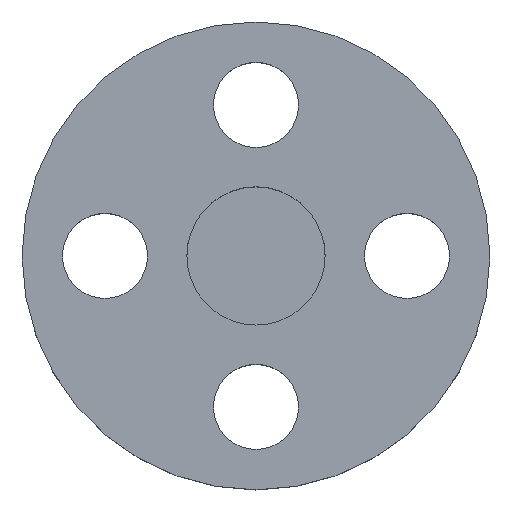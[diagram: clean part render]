
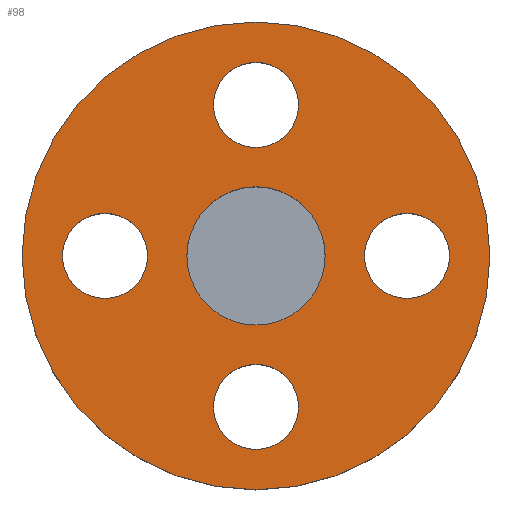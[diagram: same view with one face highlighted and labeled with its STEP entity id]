
A CAD part, top view. The second image highlights one B-rep face of the part: STEP entity #98.
In plain terms, the highlighted planar face has unit normal (0, 0, 1).
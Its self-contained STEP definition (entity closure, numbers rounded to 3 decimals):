
#98=ADVANCED_FACE('',(#192,#193,#194,#195,#196,#197),#123,.T.);
#123=PLANE('',#627);
#192=FACE_BOUND('',#228,.T.);
#193=FACE_BOUND('',#229,.T.);
#194=FACE_BOUND('',#230,.T.);
#195=FACE_BOUND('',#231,.T.);
#196=FACE_BOUND('',#232,.T.);
#197=FACE_BOUND('',#233,.T.);
#228=EDGE_LOOP('',(#308));
#229=EDGE_LOOP('',(#309));
#230=EDGE_LOOP('',(#310));
#231=EDGE_LOOP('',(#311));
#232=EDGE_LOOP('',(#312));
#233=EDGE_LOOP('',(#313));
#308=ORIENTED_EDGE('',*,*,#509,.F.);
#309=ORIENTED_EDGE('',*,*,#506,.T.);
#310=ORIENTED_EDGE('',*,*,#503,.F.);
#311=ORIENTED_EDGE('',*,*,#501,.F.);
#312=ORIENTED_EDGE('',*,*,#499,.F.);
#313=ORIENTED_EDGE('',*,*,#507,.F.);
#440=VERTEX_POINT('',#906);
#442=VERTEX_POINT('',#911);
#444=VERTEX_POINT('',#916);
#447=VERTEX_POINT('',#923);
#448=VERTEX_POINT('',#926);
#450=VERTEX_POINT('',#931);
#499=EDGE_CURVE('',#440,#440,#562,.T.);
#501=EDGE_CURVE('',#442,#442,#564,.T.);
#503=EDGE_CURVE('',#444,#444,#566,.T.);
#506=EDGE_CURVE('',#447,#447,#569,.T.);
#507=EDGE_CURVE('',#448,#448,#570,.T.);
#509=EDGE_CURVE('',#450,#450,#572,.T.);
#562=CIRCLE('',#611,2.);
#564=CIRCLE('',#614,2.);
#566=CIRCLE('',#617,2.);
#569=CIRCLE('',#621,11.);
#570=CIRCLE('',#623,2.);
#572=CIRCLE('',#626,3.25);
#611=AXIS2_PLACEMENT_3D('',#905,#723,#724);
#614=AXIS2_PLACEMENT_3D('',#910,#729,#730);
#617=AXIS2_PLACEMENT_3D('',#915,#735,#736);
#621=AXIS2_PLACEMENT_3D('',#922,#743,#744);
#623=AXIS2_PLACEMENT_3D('',#925,#747,#748);
#626=AXIS2_PLACEMENT_3D('',#930,#753,#754);
#627=AXIS2_PLACEMENT_3D('',#932,#755,#756);
#723=DIRECTION('',(0.,0.,1.));
#724=DIRECTION('',(1.,0.,0.));
#729=DIRECTION('',(0.,0.,1.));
#730=DIRECTION('',(1.,0.,0.));
#735=DIRECTION('',(0.,0.,1.));
#736=DIRECTION('',(1.,0.,0.));
#743=DIRECTION('',(0.,0.,1.));
#744=DIRECTION('',(1.,0.,0.));
#747=DIRECTION('',(0.,0.,1.));
#748=DIRECTION('',(1.,0.,0.));
#753=DIRECTION('',(0.,0.,1.));
#754=DIRECTION('',(1.,0.,0.));
#755=DIRECTION('',(0.,0.,1.));
#756=DIRECTION('',(1.,0.,0.));
#905=CARTESIAN_POINT('',(0.,-7.1,5.));
#906=CARTESIAN_POINT('',(2.,-7.1,5.));
#910=CARTESIAN_POINT('',(0.,7.1,5.));
#911=CARTESIAN_POINT('',(2.,7.1,5.));
#915=CARTESIAN_POINT('',(7.1,0.,5.));
#916=CARTESIAN_POINT('',(9.1,0.,5.));
#922=CARTESIAN_POINT('',(0.,0.,5.));
#923=CARTESIAN_POINT('',(11.,0.,5.));
#925=CARTESIAN_POINT('',(-7.1,0.,5.));
#926=CARTESIAN_POINT('',(-5.1,0.,5.));
#930=CARTESIAN_POINT('',(0.,0.,5.));
#931=CARTESIAN_POINT('',(3.25,0.,5.));
#932=CARTESIAN_POINT('',(3.55,0.,5.));
